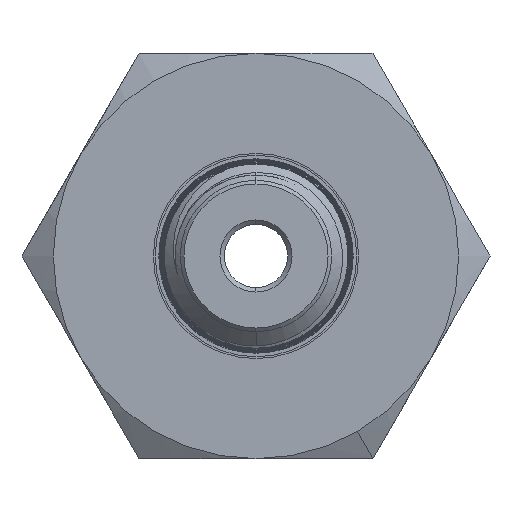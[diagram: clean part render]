
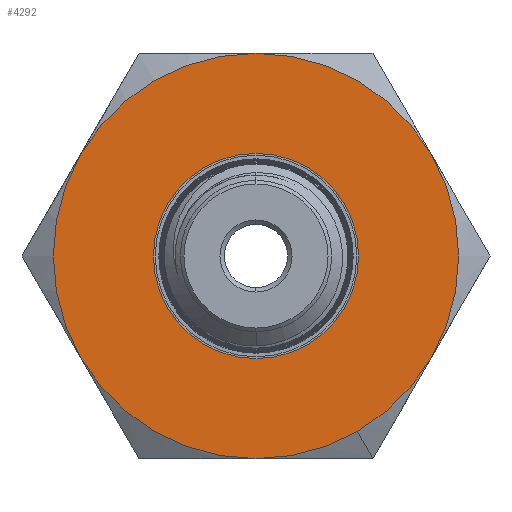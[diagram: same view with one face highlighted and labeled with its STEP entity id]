
A CAD part, left-side view. The second image highlights one B-rep face of the part: STEP entity #4292.
In plain terms, the highlighted planar face has unit normal (-1, 0, 0).
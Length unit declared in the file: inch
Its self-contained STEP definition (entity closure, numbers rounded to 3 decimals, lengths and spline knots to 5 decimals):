
#190 = CARTESIAN_POINT ( 'NONE',  ( -0.9445, -0.28125, 0.48714 ) ) ;
#218 = AXIS2_PLACEMENT_3D ( 'NONE', #7377, #6153, #13227 ) ;
#269 = VERTEX_POINT ( 'NONE', #15127 ) ;
#347 = CARTESIAN_POINT ( 'NONE',  ( -0.9445, 0., 0. ) ) ;
#465 = CARTESIAN_POINT ( 'NONE',  ( -0.9445, 0., 0. ) ) ;
#765 = CARTESIAN_POINT ( 'NONE',  ( -0.9445, 0., 0. ) ) ;
#769 = EDGE_CURVE ( 'NONE', #1954, #5966, #6597, .T. ) ;
#873 = EDGE_LOOP ( 'NONE', ( #10657, #10799 ) ) ;
#881 = EDGE_CURVE ( 'NONE', #269, #6124, #14053, .T. ) ;
#932 = ORIENTED_EDGE ( 'NONE', *, *, #6243, .T. ) ;
#1519 = DIRECTION ( 'NONE',  ( 0., 0., 1. ) ) ;
#1604 = ORIENTED_EDGE ( 'NONE', *, *, #881, .T. ) ;
#1791 = DIRECTION ( 'NONE',  ( 0., 0., 1. ) ) ;
#1954 = VERTEX_POINT ( 'NONE', #190 ) ;
#2166 = DIRECTION ( 'NONE',  ( 0., 0., 1. ) ) ;
#2404 = CARTESIAN_POINT ( 'NONE',  ( -0.9445, -0.5625, 0. ) ) ;
#2507 = ORIENTED_EDGE ( 'NONE', *, *, #2646, .T. ) ;
#2646 = EDGE_CURVE ( 'NONE', #4192, #2651, #4205, .T. ) ;
#2651 = VERTEX_POINT ( 'NONE', #13991 ) ;
#2897 = CIRCLE ( 'NONE', #14110, 0.5625 ) ;
#2908 = EDGE_LOOP ( 'NONE', ( #5641, #2507, #932, #1604, #7801, #11477, #8928 ) ) ;
#3119 = DIRECTION ( 'NONE',  ( 0., 0., 1. ) ) ;
#3326 = DIRECTION ( 'NONE',  ( -1., 0., 0. ) ) ;
#3896 = EDGE_CURVE ( 'NONE', #6124, #13964, #10182, .T. ) ;
#3994 = CARTESIAN_POINT ( 'NONE',  ( -0.9445, 0., 0. ) ) ;
#4053 = EDGE_CURVE ( 'NONE', #13964, #1954, #7254, .T. ) ;
#4192 = VERTEX_POINT ( 'NONE', #6579 ) ;
#4205 = CIRCLE ( 'NONE', #218, 0.5625 ) ;
#4292 = ADVANCED_FACE ( 'NONE', ( #6734, #10711 ), #9931, .F. ) ;
#4733 = AXIS2_PLACEMENT_3D ( 'NONE', #765, #10087, #3119 ) ;
#5352 = DIRECTION ( 'NONE',  ( 0., 0., 1. ) ) ;
#5377 = EDGE_CURVE ( 'NONE', #9137, #14924, #12352, .T. ) ;
#5527 = CARTESIAN_POINT ( 'NONE',  ( -0.9445, 0., -0.28475 ) ) ;
#5552 = DIRECTION ( 'NONE',  ( -1., 0., 0. ) ) ;
#5641 = ORIENTED_EDGE ( 'NONE', *, *, #13784, .T. ) ;
#5749 = CARTESIAN_POINT ( 'NONE',  ( -0.9445, 0., 0. ) ) ;
#5966 = VERTEX_POINT ( 'NONE', #10767 ) ;
#6124 = VERTEX_POINT ( 'NONE', #10714 ) ;
#6153 = DIRECTION ( 'NONE',  ( -1., 0., 0. ) ) ;
#6243 = EDGE_CURVE ( 'NONE', #2651, #269, #9231, .T. ) ;
#6320 = AXIS2_PLACEMENT_3D ( 'NONE', #347, #9629, #1519 ) ;
#6448 = DIRECTION ( 'NONE',  ( -1., 0., 0. ) ) ;
#6579 = CARTESIAN_POINT ( 'NONE',  ( -0.9445, 0.5625, 0. ) ) ;
#6597 = CIRCLE ( 'NONE', #4733, 0.5625 ) ;
#6721 = DIRECTION ( 'NONE',  ( -1., 0., 0. ) ) ;
#6734 = FACE_OUTER_BOUND ( 'NONE', #2908, .T. ) ;
#7072 = AXIS2_PLACEMENT_3D ( 'NONE', #5749, #5552, #2166 ) ;
#7254 = CIRCLE ( 'NONE', #7072, 0.5625 ) ;
#7362 = AXIS2_PLACEMENT_3D ( 'NONE', #8916, #14653, #5352 ) ;
#7377 = CARTESIAN_POINT ( 'NONE',  ( -0.9445, 0., 0. ) ) ;
#7475 = AXIS2_PLACEMENT_3D ( 'NONE', #465, #6448, #1791 ) ;
#7801 = ORIENTED_EDGE ( 'NONE', *, *, #3896, .T. ) ;
#8567 = DIRECTION ( 'NONE',  ( -1., 0., 0. ) ) ;
#8916 = CARTESIAN_POINT ( 'NONE',  ( -0.9445, 0., 0. ) ) ;
#8928 = ORIENTED_EDGE ( 'NONE', *, *, #769, .T. ) ;
#9125 = CARTESIAN_POINT ( 'NONE',  ( -0.9445, 0., 0. ) ) ;
#9137 = VERTEX_POINT ( 'NONE', #10354 ) ;
#9231 = CIRCLE ( 'NONE', #7475, 0.5625 ) ;
#9629 = DIRECTION ( 'NONE',  ( -1., 0., 0. ) ) ;
#9931 = PLANE ( 'NONE',  #10990 ) ;
#10087 = DIRECTION ( 'NONE',  ( -1., 0., 0. ) ) ;
#10182 = CIRCLE ( 'NONE', #7362, 0.5625 ) ;
#10354 = CARTESIAN_POINT ( 'NONE',  ( -0.9445, 0., 0.28475 ) ) ;
#10657 = ORIENTED_EDGE ( 'NONE', *, *, #5377, .F. ) ;
#10711 = FACE_BOUND ( 'NONE', #873, .T. ) ;
#10714 = CARTESIAN_POINT ( 'NONE',  ( -0.9445, -0.28125, -0.48714 ) ) ;
#10767 = CARTESIAN_POINT ( 'NONE',  ( -0.9445, 0.28125, 0.48714 ) ) ;
#10799 = ORIENTED_EDGE ( 'NONE', *, *, #11516, .F. ) ;
#10974 = DIRECTION ( 'NONE',  ( 0., 0., 1. ) ) ;
#10990 = AXIS2_PLACEMENT_3D ( 'NONE', #11111, #13735, #12674 ) ;
#11111 = CARTESIAN_POINT ( 'NONE',  ( -0.9445, 0.28475, 0. ) ) ;
#11477 = ORIENTED_EDGE ( 'NONE', *, *, #4053, .T. ) ;
#11516 = EDGE_CURVE ( 'NONE', #14924, #9137, #11709, .T. ) ;
#11709 = CIRCLE ( 'NONE', #6320, 0.28475 ) ;
#12352 = CIRCLE ( 'NONE', #12739, 0.28475 ) ;
#12635 = DIRECTION ( 'NONE',  ( 0., 0., 1. ) ) ;
#12674 = DIRECTION ( 'NONE',  ( 0., 0., -1. ) ) ;
#12739 = AXIS2_PLACEMENT_3D ( 'NONE', #3994, #8567, #10974 ) ;
#12827 = AXIS2_PLACEMENT_3D ( 'NONE', #9125, #3326, #12635 ) ;
#13227 = DIRECTION ( 'NONE',  ( 0., 0., 1. ) ) ;
#13735 = DIRECTION ( 'NONE',  ( 1., 0., 0. ) ) ;
#13784 = EDGE_CURVE ( 'NONE', #5966, #4192, #2897, .T. ) ;
#13964 = VERTEX_POINT ( 'NONE', #2404 ) ;
#13991 = CARTESIAN_POINT ( 'NONE',  ( -0.9445, 0.28125, -0.48714 ) ) ;
#14053 = CIRCLE ( 'NONE', #12827, 0.5625 ) ;
#14110 = AXIS2_PLACEMENT_3D ( 'NONE', #14800, #6721, #14750 ) ;
#14653 = DIRECTION ( 'NONE',  ( -1., 0., 0. ) ) ;
#14750 = DIRECTION ( 'NONE',  ( 0., 0., 1. ) ) ;
#14800 = CARTESIAN_POINT ( 'NONE',  ( -0.9445, 0., 0. ) ) ;
#14924 = VERTEX_POINT ( 'NONE', #5527 ) ;
#15127 = CARTESIAN_POINT ( 'NONE',  ( -0.9445, 0., -0.5625 ) ) ;
